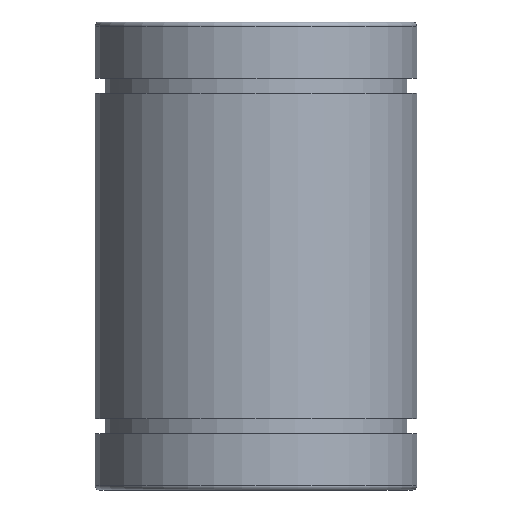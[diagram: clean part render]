
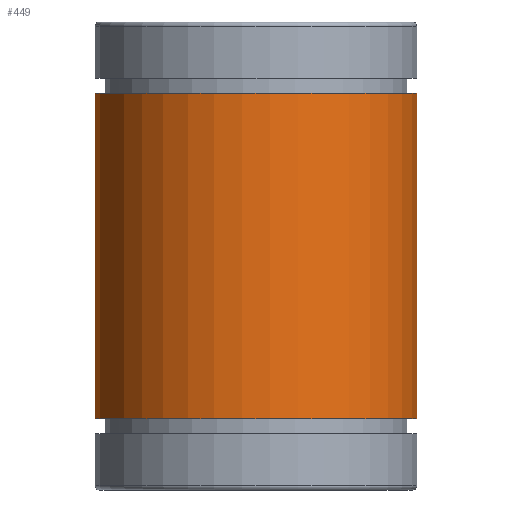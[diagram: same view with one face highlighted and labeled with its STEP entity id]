
A CAD part, front view. The second image highlights one B-rep face of the part: STEP entity #449.
In plain terms, the highlighted cylindrical face has radius 20 mm (diameter 40 mm), a partial arc.
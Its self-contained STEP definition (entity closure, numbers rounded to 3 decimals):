
#48=LINE('',#731,#88);
#49=LINE('',#735,#89);
#88=VECTOR('',#593,1000.);
#89=VECTOR('',#596,1000.);
#150=ORIENTED_EDGE('',*,*,#267,.F.);
#151=ORIENTED_EDGE('',*,*,#275,.F.);
#152=ORIENTED_EDGE('',*,*,#276,.T.);
#153=ORIENTED_EDGE('',*,*,#277,.T.);
#267=EDGE_CURVE('',#328,#330,#368,.T.);
#275=EDGE_CURVE('',#334,#328,#48,.T.);
#276=EDGE_CURVE('',#334,#335,#371,.T.);
#277=EDGE_CURVE('',#335,#330,#49,.T.);
#328=VERTEX_POINT('',#714);
#330=VERTEX_POINT('',#717);
#334=VERTEX_POINT('',#732);
#335=VERTEX_POINT('',#734);
#368=CIRCLE('',#496,20.);
#371=CIRCLE('',#502,20.);
#391=EDGE_LOOP('',(#150,#151,#152,#153));
#415=FACE_BOUND('',#391,.T.);
#433=CYLINDRICAL_SURFACE('',#501,20.);
#449=ADVANCED_FACE('',(#415),#433,.T.);
#496=AXIS2_PLACEMENT_3D('',#716,#576,#577);
#501=AXIS2_PLACEMENT_3D('',#730,#591,#592);
#502=AXIS2_PLACEMENT_3D('',#733,#594,#595);
#576=DIRECTION('',(0.,0.,-1.));
#577=DIRECTION('',(-1.,0.,0.));
#591=DIRECTION('',(0.,0.,-1.));
#592=DIRECTION('',(-1.,0.,0.));
#593=DIRECTION('',(0.,0.,-1.));
#594=DIRECTION('',(0.,0.,-1.));
#595=DIRECTION('',(-1.,0.,0.));
#596=DIRECTION('',(0.,0.,-1.));
#714=CARTESIAN_POINT('',(-5.176,19.319,-20.2));
#716=CARTESIAN_POINT('',(0.,0.,-20.2));
#717=CARTESIAN_POINT('',(-19.319,5.176,-20.2));
#730=CARTESIAN_POINT('',(0.,0.,-500.));
#731=CARTESIAN_POINT('',(-5.176,19.319,29.));
#732=CARTESIAN_POINT('',(-5.176,19.319,20.2));
#733=CARTESIAN_POINT('',(0.,0.,20.2));
#734=CARTESIAN_POINT('',(-19.319,5.176,20.2));
#735=CARTESIAN_POINT('',(-19.319,5.176,29.));
